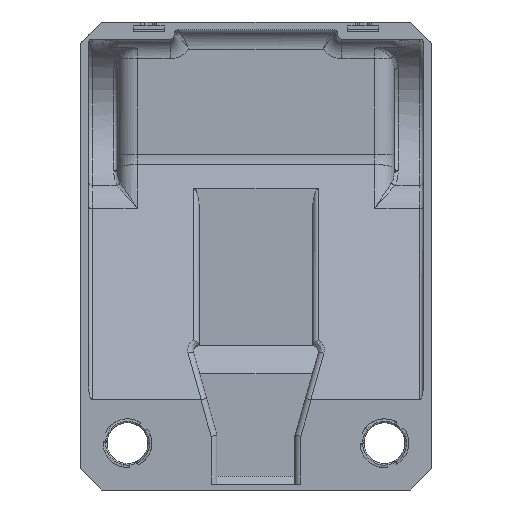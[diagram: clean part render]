
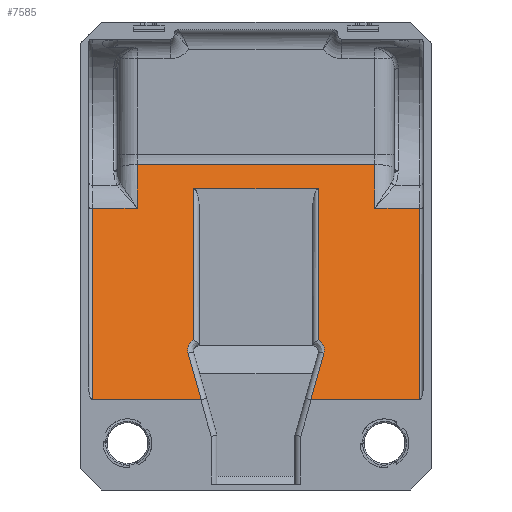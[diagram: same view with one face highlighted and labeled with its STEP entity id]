
A CAD part, front view. The second image highlights one B-rep face of the part: STEP entity #7585.
In plain terms, the highlighted planar face has unit normal (0, -0.966, 0.259).
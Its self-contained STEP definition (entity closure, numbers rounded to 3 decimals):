
#935=DIRECTION('',(-1.,0.,0.));
#936=VECTOR('',#935,23.);
#937=CARTESIAN_POINT('',(-60.9,26.29,24.419));
#938=LINE('',#937,#936);
#964=DIRECTION('',(0.,0.259,0.966));
#965=VECTOR('',#964,101.575);
#966=CARTESIAN_POINT('',(83.9,0.,-73.695));
#967=LINE('',#966,#965);
#968=DIRECTION('',(-1.,0.,0.));
#969=VECTOR('',#968,55.609);
#970=CARTESIAN_POINT('',(83.9,0.,-73.695));
#971=LINE('',#970,#969);
#972=CARTESIAN_POINT('',(28.079,0.007,-73.667));
#973=CARTESIAN_POINT('',(28.148,0.002,-73.686));
#974=CARTESIAN_POINT('',(28.219,0.,-73.695));
#975=CARTESIAN_POINT('',(28.291,0.,-73.695));
#977=DIRECTION('',(0.263,0.25,0.932));
#978=VECTOR('',#977,25.554);
#979=CARTESIAN_POINT('',(28.079,0.007,-73.667));
#980=LINE('',#979,#978);
#981=CARTESIAN_POINT('',(34.809,6.388,-49.855));
#982=CARTESIAN_POINT('',(34.885,6.46,-49.585));
#983=CARTESIAN_POINT('',(34.996,6.605,-49.045));
#984=CARTESIAN_POINT('',(35.053,6.819,-48.247));
#985=CARTESIAN_POINT('',(35.001,7.036,-47.435));
#986=CARTESIAN_POINT('',(34.842,7.248,-46.645));
#987=CARTESIAN_POINT('',(34.58,7.451,-45.886));
#988=CARTESIAN_POINT('',(34.223,7.642,-45.175));
#989=CARTESIAN_POINT('',(33.778,7.817,-44.522));
#990=CARTESIAN_POINT('',(33.256,7.974,-43.936));
#991=CARTESIAN_POINT('',(32.66,8.112,-43.422));
#992=CARTESIAN_POINT('',(32.227,8.188,-43.137));
#993=CARTESIAN_POINT('',(32.,8.223,-43.008));
#995=DIRECTION('',(0.,0.259,0.966));
#996=VECTOR('',#995,80.278);
#997=CARTESIAN_POINT('',(32.,8.223,-43.008));
#998=LINE('',#997,#996);
#999=DIRECTION('',(0.,-0.259,-0.966));
#1000=VECTOR('',#999,80.278);
#1001=CARTESIAN_POINT('',(-32.,29.,34.535));
#1002=LINE('',#1001,#1000);
#1003=CARTESIAN_POINT('',(-32.,8.223,
-43.008));
#1004=CARTESIAN_POINT('',(-32.224,8.188,
-43.135));
#1005=CARTESIAN_POINT('',(-32.653,8.113,
-43.417));
#1006=CARTESIAN_POINT('',(-33.242,7.978,
-43.922));
#1007=CARTESIAN_POINT('',(-33.762,7.822,
-44.501));
#1008=CARTESIAN_POINT('',(-34.206,7.649,
-45.147));
#1009=CARTESIAN_POINT('',(-34.564,7.461,
-45.851));
#1010=CARTESIAN_POINT('',(-34.828,7.261,
-46.597));
#1011=CARTESIAN_POINT('',(-34.991,7.054,
-47.369));
#1012=CARTESIAN_POINT('',(-35.054,6.836,
-48.182));
#1013=CARTESIAN_POINT('',(-35.001,6.61,
-49.026));
#1014=CARTESIAN_POINT('',(-34.887,6.462,
-49.579));
#1015=CARTESIAN_POINT('',(-34.809,6.388,
-49.855));
#1017=DIRECTION('',(0.263,-0.25,-0.932));
#1018=VECTOR('',#1017,25.554);
#1019=CARTESIAN_POINT('',(-34.809,6.388,
-49.855));
#1020=LINE('',#1019,#1018);
#1021=CARTESIAN_POINT('',(-28.291,0.,-73.695));
#1022=CARTESIAN_POINT('',(-28.219,0.,-73.695));
#1023=CARTESIAN_POINT('',(-28.148,0.002,
-73.686));
#1024=CARTESIAN_POINT('',(-28.079,0.007,
-73.667));
#1026=DIRECTION('',(-1.,0.,0.));
#1027=VECTOR('',#1026,55.609);
#1028=CARTESIAN_POINT('',(-28.291,0.,-73.695));
#1029=LINE('',#1028,#1027);
#1030=DIRECTION('',(0.,-0.259,-0.966));
#1031=VECTOR('',#1030,101.575);
#1032=CARTESIAN_POINT('',(-83.9,26.29,24.419));
#1033=LINE('',#1032,#1031);
#1034=DIRECTION('',(0.,0.259,0.966));
#1035=VECTOR('',#1034,23.294);
#1036=CARTESIAN_POINT('',(-60.9,26.29,24.419));
#1037=LINE('',#1036,#1035);
#1038=DIRECTION('',(1.,0.,0.));
#1039=VECTOR('',#1038,121.8);
#1040=CARTESIAN_POINT('',(-60.9,32.319,46.92));
#1041=LINE('',#1040,#1039);
#1042=DIRECTION('',(0.,-0.259,-0.966));
#1043=VECTOR('',#1042,23.294);
#1044=CARTESIAN_POINT('',(60.9,32.319,46.92));
#1045=LINE('',#1044,#1043);
#1182=DIRECTION('',(-1.,0.,0.));
#1183=VECTOR('',#1182,23.);
#1184=CARTESIAN_POINT('',(83.9,26.29,24.419));
#1185=LINE('',#1184,#1183);
#1224=CARTESIAN_POINT('',(60.9,26.29,24.419));
#1826=DIRECTION('',(1.,0.,0.));
#1827=VECTOR('',#1826,64.);
#1828=CARTESIAN_POINT('',(-32.,29.,34.535));
#1829=LINE('',#1828,#1827);
#5975=CARTESIAN_POINT('',(-60.9,32.319,46.92));
#5976=VERTEX_POINT('',#5975);
#5978=CARTESIAN_POINT('',(60.9,32.319,46.92));
#5980=VERTEX_POINT('',#5978);
#5995=CARTESIAN_POINT('',(32.,8.223,-43.008));
#5996=CARTESIAN_POINT('',(32.,29.,34.535));
#5997=VERTEX_POINT('',#5995);
#5998=VERTEX_POINT('',#5996);
#6007=VERTEX_POINT('',#981);
#6011=CARTESIAN_POINT('',(28.079,0.007,
-73.667));
#6012=VERTEX_POINT('',#6011);
#6013=VERTEX_POINT('',#975);
#6030=VERTEX_POINT('',#1021);
#6031=VERTEX_POINT('',#1024);
#6036=VERTEX_POINT('',#1003);
#6037=VERTEX_POINT('',#1015);
#6044=CARTESIAN_POINT('',(-32.,29.,34.535));
#6045=VERTEX_POINT('',#6044);
#6289=CARTESIAN_POINT('',(83.9,26.29,24.419));
#6290=VERTEX_POINT('',#6289);
#6291=CARTESIAN_POINT('',(83.9,0.,-73.695));
#6292=VERTEX_POINT('',#6291);
#6299=CARTESIAN_POINT('',(-83.9,26.29,24.419));
#6300=CARTESIAN_POINT('',(-83.9,0.,-73.695));
#6301=VERTEX_POINT('',#6299);
#6302=VERTEX_POINT('',#6300);
#6329=VERTEX_POINT('',#1224);
#6342=CARTESIAN_POINT('',(-60.9,26.29,24.419));
#6343=VERTEX_POINT('',#6342);
#7547=CARTESIAN_POINT('',(49.95,16.5,-12.116));
#7548=DIRECTION('',(0.,-0.966,0.259));
#7549=DIRECTION('',(0.,0.259,0.966));
#7550=AXIS2_PLACEMENT_3D('',#7547,#7548,#7549);
#7551=PLANE('',#7550);
#7553=ORIENTED_EDGE('',*,*,#7552,.F.);
#7554=ORIENTED_EDGE('',*,*,#6501,.T.);
#7556=ORIENTED_EDGE('',*,*,#7555,.F.);
#7558=ORIENTED_EDGE('',*,*,#7557,.T.);
#7560=ORIENTED_EDGE('',*,*,#7559,.T.);
#7562=ORIENTED_EDGE('',*,*,#7561,.T.);
#7564=ORIENTED_EDGE('',*,*,#7563,.F.);
#7566=ORIENTED_EDGE('',*,*,#7565,.T.);
#7568=ORIENTED_EDGE('',*,*,#7567,.T.);
#7570=ORIENTED_EDGE('',*,*,#7569,.T.);
#7572=ORIENTED_EDGE('',*,*,#7571,.F.);
#7573=ORIENTED_EDGE('',*,*,#6489,.T.);
#7574=ORIENTED_EDGE('',*,*,#7395,.F.);
#7575=ORIENTED_EDGE('',*,*,#7423,.F.);
#7576=ORIENTED_EDGE('',*,*,#7541,.T.);
#7578=ORIENTED_EDGE('',*,*,#7577,.T.);
#7580=ORIENTED_EDGE('',*,*,#7579,.T.);
#7582=ORIENTED_EDGE('',*,*,#7581,.F.);
#7583=EDGE_LOOP('',(#7553,#7554,#7556,#7558,#7560,#7562,#7564,#7566,#7568,#7570,
#7572,#7573,#7574,#7575,#7576,#7578,#7580,#7582));
#7584=FACE_OUTER_BOUND('',#7583,.F.);
#7585=ADVANCED_FACE('',(#7584),#7551,.T.);
#976=B_SPLINE_CURVE_WITH_KNOTS('',3,(#972,#973,#974,#975),.UNSPECIFIED.,.F.,.F.,
(4,4),(0.,1.),.UNSPECIFIED.);
#994=B_SPLINE_CURVE_WITH_KNOTS('',3,(#981,#982,#983,#984,#985,#986,#987,#988,
#989,#990,#991,#992,#993),.UNSPECIFIED.,.F.,.F.,(4,1,1,1,1,1,1,1,1,1,4),(0.,
0.1,0.2,0.3,0.4,0.5,0.6,0.7,0.8,0.9,1.),.UNSPECIFIED.);
#1016=B_SPLINE_CURVE_WITH_KNOTS('',3,(#1003,#1004,#1005,#1006,#1007,#1008,#1009,
#1010,#1011,#1012,#1013,#1014,#1015),.UNSPECIFIED.,.F.,.F.,(4,1,1,1,1,1,1,1,1,1,
4),(0.,0.1,0.2,0.3,0.4,0.5,0.6,0.7,0.8,0.9,1.),
.UNSPECIFIED.);
#1025=B_SPLINE_CURVE_WITH_KNOTS('',3,(#1021,#1022,#1023,#1024),.UNSPECIFIED.,
.F.,.F.,(4,4),(0.,1.),.UNSPECIFIED.);
#6489=EDGE_CURVE('',#6030,#6302,#1029,.T.);
#6501=EDGE_CURVE('',#6292,#6013,#971,.T.);
#7395=EDGE_CURVE('',#6301,#6302,#1033,.T.);
#7423=EDGE_CURVE('',#6343,#6301,#938,.T.);
#7541=EDGE_CURVE('',#6343,#5976,#1037,.T.);
#7552=EDGE_CURVE('',#6292,#6290,#967,.T.);
#7555=EDGE_CURVE('',#6012,#6013,#976,.T.);
#7557=EDGE_CURVE('',#6012,#6007,#980,.T.);
#7559=EDGE_CURVE('',#6007,#5997,#994,.T.);
#7561=EDGE_CURVE('',#5997,#5998,#998,.T.);
#7563=EDGE_CURVE('',#6045,#5998,#1829,.T.);
#7565=EDGE_CURVE('',#6045,#6036,#1002,.T.);
#7567=EDGE_CURVE('',#6036,#6037,#1016,.T.);
#7569=EDGE_CURVE('',#6037,#6031,#1020,.T.);
#7571=EDGE_CURVE('',#6030,#6031,#1025,.T.);
#7577=EDGE_CURVE('',#5976,#5980,#1041,.T.);
#7579=EDGE_CURVE('',#5980,#6329,#1045,.T.);
#7581=EDGE_CURVE('',#6290,#6329,#1185,.T.);
